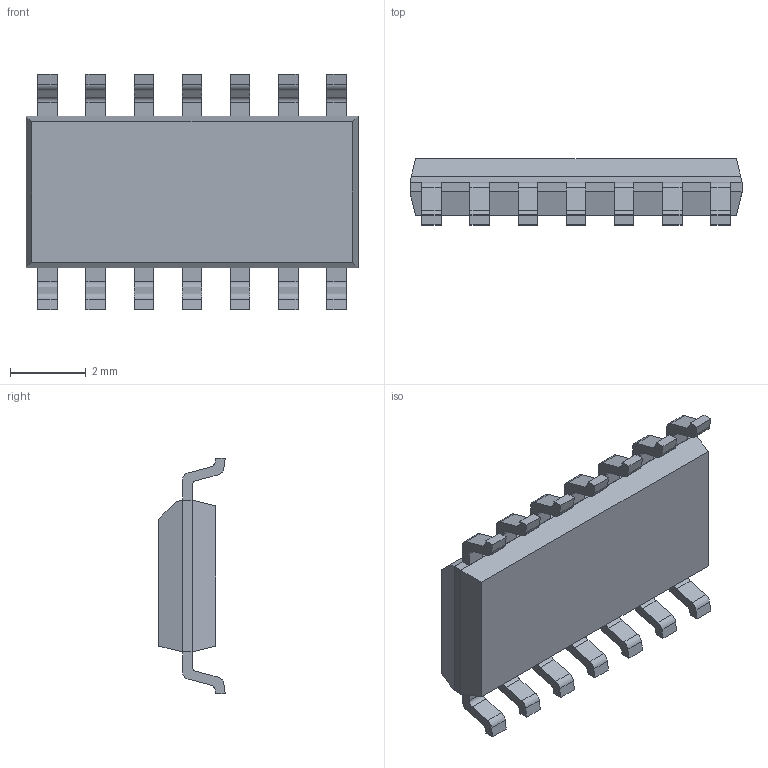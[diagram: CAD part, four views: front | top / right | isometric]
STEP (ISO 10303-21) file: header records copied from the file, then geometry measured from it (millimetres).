
FILE_DESCRIPTION (( 'STEP AP214' ), '1' );
FILE_NAME ('AD8279BRZ.STEP', '2022-09-06T07:16:18', ( '' ), ( '' ), 'SwSTEP 2.0', 'SolidWorks 2018', '' );
FILE_SCHEMA (( 'AUTOMOTIVE_DESIGN' ));
Length unit declared in the file: millimetre
Products named in the file (1): AD8279BRZ
Bounding box: 8.75 x 1.75 x 6.2 mm (x, y, z)
Volume: 52.5 mm3; surface area: 139 mm2
Topology: 15 solids, 15 shells, 214 faces, 541 edges, 358 vertices
Faces by surface type: plane 156, cylinder 58
Entity records: 8911 total; most frequent: CARTESIAN_POINT 1114, DIRECTION 1087, ORIENTED_EDGE 1082, EDGE_CURVE 541, VECTOR 425, LINE 425, VERTEX_POINT 358, AXIS2_PLACEMENT_3D 331
